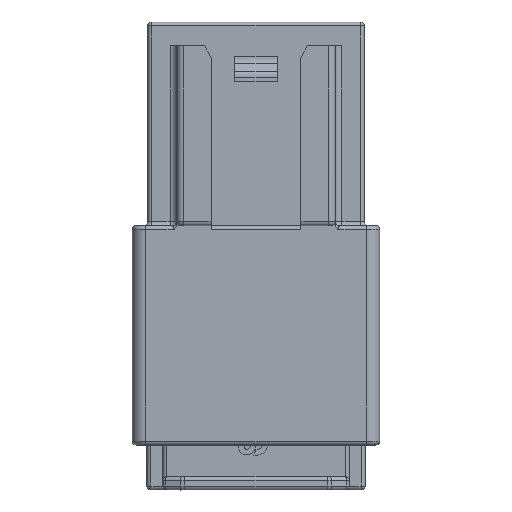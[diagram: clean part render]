
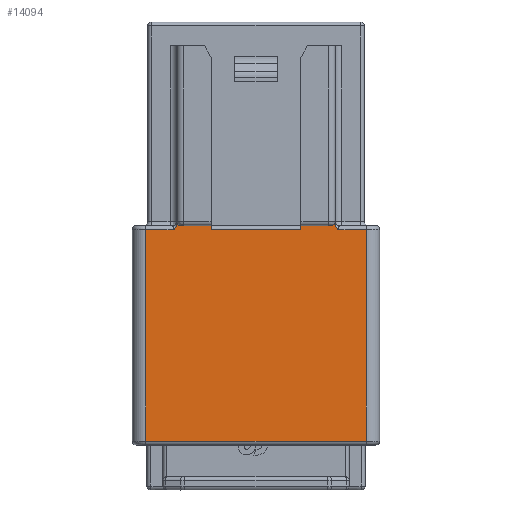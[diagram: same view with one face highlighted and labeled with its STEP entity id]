
A CAD part, front view. The second image highlights one B-rep face of the part: STEP entity #14094.
In plain terms, the highlighted planar face has unit normal (0, -1, 0).
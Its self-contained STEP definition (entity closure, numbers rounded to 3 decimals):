
#2959=DIRECTION('',(-1.,0.,0.));
#2960=VECTOR('',#2959,2.273);
#2961=CARTESIAN_POINT('',(5.673,-3.8,1.2));
#2962=LINE('',#2961,#2960);
#2971=DIRECTION('',(-1.,0.,0.));
#2972=VECTOR('',#2971,2.273);
#2973=CARTESIAN_POINT('',(-3.4,-3.8,1.2));
#2974=LINE('',#2973,#2972);
#3002=CARTESIAN_POINT('',(5.99,-3.8,1.38));
#3003=CARTESIAN_POINT('',(5.99,-3.8,1.326));
#3004=CARTESIAN_POINT('',(6.004,-3.8,1.219));
#3005=CARTESIAN_POINT('',(6.077,-3.8,1.037));
#3006=CARTESIAN_POINT('',(6.15,-3.8,
0.943));
#3007=CARTESIAN_POINT('',(6.193,-3.8,
0.9));
#3009=DIRECTION('',(1.,0.,0.));
#3010=VECTOR('',#3009,2.157);
#3011=CARTESIAN_POINT('',(6.193,-3.8,
0.9));
#3012=LINE('',#3011,#3010);
#3013=DIRECTION('',(0.,0.,-1.));
#3014=VECTOR('',#3013,16.);
#3015=CARTESIAN_POINT('',(8.35,-3.8,0.9));
#3016=LINE('',#3015,#3014);
#3017=DIRECTION('',(-1.,0.,0.));
#3018=VECTOR('',#3017,16.7);
#3019=CARTESIAN_POINT('',(8.35,-3.8,-15.1));
#3020=LINE('',#3019,#3018);
#3021=DIRECTION('',(0.,0.,-1.));
#3022=VECTOR('',#3021,16.);
#3023=CARTESIAN_POINT('',(-8.35,-3.8,0.9));
#3024=LINE('',#3023,#3022);
#3025=DIRECTION('',(1.,0.,0.));
#3026=VECTOR('',#3025,2.157);
#3027=CARTESIAN_POINT('',(-8.35,-3.8,0.9));
#3028=LINE('',#3027,#3026);
#3029=CARTESIAN_POINT('',(-6.193,-3.8,
0.9));
#3030=CARTESIAN_POINT('',(-6.149,-3.8,
0.944));
#3031=CARTESIAN_POINT('',(-6.076,-3.8,
1.038));
#3032=CARTESIAN_POINT('',(-6.004,-3.8,
1.219));
#3033=CARTESIAN_POINT('',(-5.99,-3.8,
1.326));
#3034=CARTESIAN_POINT('',(-5.99,-3.8,
1.38));
#3036=CARTESIAN_POINT('',(-5.99,-3.8,1.5));
#3037=CARTESIAN_POINT('',(-5.99,-3.8,1.464));
#3038=CARTESIAN_POINT('',(-5.977,-3.8,1.396));
#3039=CARTESIAN_POINT('',(-5.922,-3.8,1.302));
#3040=CARTESIAN_POINT('',(-5.838,-3.8,1.236));
#3041=CARTESIAN_POINT('',(-5.751,-3.8,1.205));
#3042=CARTESIAN_POINT('',(-5.699,-3.8,1.2));
#3043=CARTESIAN_POINT('',(-5.673,-3.8,1.2));
#3045=DIRECTION('',(0.,0.,1.));
#3046=VECTOR('',#3045,0.3);
#3047=CARTESIAN_POINT('',(-3.4,-3.8,0.9));
#3048=LINE('',#3047,#3046);
#3049=DIRECTION('',(1.,0.,0.));
#3050=VECTOR('',#3049,6.8);
#3051=CARTESIAN_POINT('',(-3.4,-3.8,0.9));
#3052=LINE('',#3051,#3050);
#3053=DIRECTION('',(0.,0.,1.));
#3054=VECTOR('',#3053,0.3);
#3055=CARTESIAN_POINT('',(3.4,-3.8,0.9));
#3056=LINE('',#3055,#3054);
#3057=CARTESIAN_POINT('',(5.99,-3.8,1.5));
#3058=CARTESIAN_POINT('',(5.99,-3.8,1.471));
#3059=CARTESIAN_POINT('',(5.982,-3.8,1.416));
#3060=CARTESIAN_POINT('',(5.944,-3.8,1.334));
#3061=CARTESIAN_POINT('',(5.884,-3.8,1.268));
#3062=CARTESIAN_POINT('',(5.811,-3.8,1.224));
#3063=CARTESIAN_POINT('',(5.738,-3.8,1.203));
#3064=CARTESIAN_POINT('',(5.694,-3.8,1.2));
#3065=CARTESIAN_POINT('',(5.673,-3.8,1.2));
#3082=DIRECTION('',(0.,0.,-1.));
#3083=VECTOR('',#3082,0.12);
#3084=CARTESIAN_POINT('',(5.99,-3.8,1.5));
#3085=LINE('',#3084,#3083);
#5413=DIRECTION('',(0.,0.,-1.));
#5414=VECTOR('',#5413,0.12);
#5415=CARTESIAN_POINT('',(-5.99,-3.8,1.5));
#5416=LINE('',#5415,#5414);
#5512=CARTESIAN_POINT('',(6.193,-3.8,
0.9));
#8461=CARTESIAN_POINT('',(3.4,-3.8,0.9));
#8462=CARTESIAN_POINT('',(3.4,-3.8,1.2));
#8463=VERTEX_POINT('',#8461);
#8464=VERTEX_POINT('',#8462);
#8465=CARTESIAN_POINT('',(-3.4,-3.8,0.9));
#8466=CARTESIAN_POINT('',(-3.4,-3.8,1.2));
#8467=VERTEX_POINT('',#8465);
#8468=VERTEX_POINT('',#8466);
#8555=CARTESIAN_POINT('',(8.35,-3.8,-15.1));
#8556=VERTEX_POINT('',#8555);
#8559=CARTESIAN_POINT('',(-8.35,-3.8,-15.1));
#8560=VERTEX_POINT('',#8559);
#8569=CARTESIAN_POINT('',(8.35,-3.8,0.9));
#8570=VERTEX_POINT('',#8569);
#8575=CARTESIAN_POINT('',(-8.35,-3.8,0.9));
#8576=VERTEX_POINT('',#8575);
#8751=VERTEX_POINT('',#5512);
#8752=CARTESIAN_POINT('',(-6.193,-3.8,
0.9));
#8753=VERTEX_POINT('',#8752);
#10085=CARTESIAN_POINT('',(5.99,-3.8,1.5));
#10086=VERTEX_POINT('',#10085);
#10093=VERTEX_POINT('',#3065);
#10094=VERTEX_POINT('',#3034);
#10095=VERTEX_POINT('',#3002);
#10096=CARTESIAN_POINT('',(-5.99,-3.8,1.5));
#10097=VERTEX_POINT('',#10096);
#10099=CARTESIAN_POINT('',(-5.673,-3.8,1.2));
#10101=VERTEX_POINT('',#10099);
#14060=CARTESIAN_POINT('',(-9.35,-3.8,1.2));
#14061=DIRECTION('',(0.,-1.,0.));
#14062=DIRECTION('',(1.,0.,0.));
#14063=AXIS2_PLACEMENT_3D('',#14060,#14061,#14062);
#14064=PLANE('',#14063);
#14065=ORIENTED_EDGE('',*,*,#14003,.F.);
#14067=ORIENTED_EDGE('',*,*,#14066,.F.);
#14069=ORIENTED_EDGE('',*,*,#14068,.T.);
#14071=ORIENTED_EDGE('',*,*,#14070,.T.);
#14073=ORIENTED_EDGE('',*,*,#14072,.T.);
#14075=ORIENTED_EDGE('',*,*,#14074,.T.);
#14077=ORIENTED_EDGE('',*,*,#14076,.T.);
#14079=ORIENTED_EDGE('',*,*,#14078,.F.);
#14081=ORIENTED_EDGE('',*,*,#14080,.T.);
#14083=ORIENTED_EDGE('',*,*,#14082,.T.);
#14085=ORIENTED_EDGE('',*,*,#14084,.F.);
#14087=ORIENTED_EDGE('',*,*,#14086,.T.);
#14088=ORIENTED_EDGE('',*,*,#14016,.F.);
#14089=ORIENTED_EDGE('',*,*,#13989,.F.);
#14090=ORIENTED_EDGE('',*,*,#13967,.T.);
#14091=ORIENTED_EDGE('',*,*,#14047,.T.);
#14092=EDGE_LOOP('',(#14065,#14067,#14069,#14071,#14073,#14075,#14077,#14079,
#14081,#14083,#14085,#14087,#14088,#14089,#14090,#14091));
#14093=FACE_OUTER_BOUND('',#14092,.F.);
#3008=B_SPLINE_CURVE_WITH_KNOTS('',3,(#3002,#3003,#3004,#3005,#3006,#3007),
.UNSPECIFIED.,.F.,.F.,(4,1,1,4),(0.,0.333,0.667,1.),
.UNSPECIFIED.);
#3035=B_SPLINE_CURVE_WITH_KNOTS('',3,(#3029,#3030,#3031,#3032,#3033,#3034),
.UNSPECIFIED.,.F.,.F.,(4,1,1,4),(0.,0.333,0.667,1.),
.UNSPECIFIED.);
#3044=B_SPLINE_CURVE_WITH_KNOTS('',3,(#3036,#3037,#3038,#3039,#3040,#3041,#3042,
#3043),.UNSPECIFIED.,.F.,.F.,(4,1,1,1,1,4),(0.,0.2,0.4,0.6,0.8,1.),
.UNSPECIFIED.);
#3066=B_SPLINE_CURVE_WITH_KNOTS('',3,(#3057,#3058,#3059,#3060,#3061,#3062,#3063,
#3064,#3065),.UNSPECIFIED.,.F.,.F.,(4,1,1,1,1,1,4),(0.,0.167,
0.333,0.5,0.667,0.833,1.),
.UNSPECIFIED.);
#13967=EDGE_CURVE('',#8467,#8463,#3052,.T.);
#13989=EDGE_CURVE('',#8467,#8468,#3048,.T.);
#14003=EDGE_CURVE('',#10093,#8464,#2962,.T.);
#14016=EDGE_CURVE('',#8468,#10101,#2974,.T.);
#14047=EDGE_CURVE('',#8463,#8464,#3056,.T.);
#14066=EDGE_CURVE('',#10086,#10093,#3066,.T.);
#14068=EDGE_CURVE('',#10086,#10095,#3085,.T.);
#14070=EDGE_CURVE('',#10095,#8751,#3008,.T.);
#14072=EDGE_CURVE('',#8751,#8570,#3012,.T.);
#14074=EDGE_CURVE('',#8570,#8556,#3016,.T.);
#14076=EDGE_CURVE('',#8556,#8560,#3020,.T.);
#14078=EDGE_CURVE('',#8576,#8560,#3024,.T.);
#14080=EDGE_CURVE('',#8576,#8753,#3028,.T.);
#14082=EDGE_CURVE('',#8753,#10094,#3035,.T.);
#14084=EDGE_CURVE('',#10097,#10094,#5416,.T.);
#14086=EDGE_CURVE('',#10097,#10101,#3044,.T.);
#14094=ADVANCED_FACE('',(#14093),#14064,.T.);
